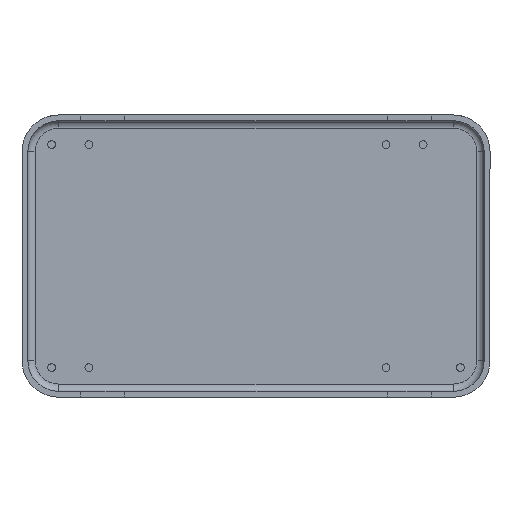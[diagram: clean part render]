
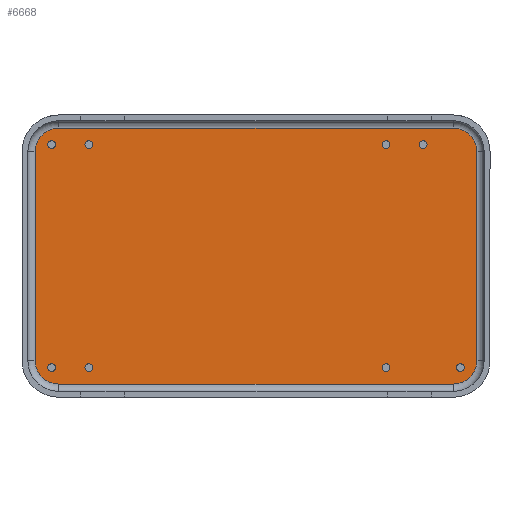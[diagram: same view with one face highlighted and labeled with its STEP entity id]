
A CAD part, left-side view. The second image highlights one B-rep face of the part: STEP entity #6668.
In plain terms, the highlighted face is planar.
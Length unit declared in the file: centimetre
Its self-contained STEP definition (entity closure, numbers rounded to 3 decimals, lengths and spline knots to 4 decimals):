
#255=CIRCLE('',#11360,0.1599);
#256=CIRCLE('',#11361,0.1599);
#257=CIRCLE('',#11362,0.1599);
#258=CIRCLE('',#11363,0.1599);
#259=CIRCLE('',#11364,0.0265);
#260=CIRCLE('',#11365,0.0265);
#261=CIRCLE('',#11366,0.0265);
#262=CIRCLE('',#11367,0.0265);
#263=CIRCLE('',#11368,0.0265);
#264=CIRCLE('',#11369,0.0265);
#265=CIRCLE('',#11370,0.0265);
#266=CIRCLE('',#11371,0.0265);
#365=VERTEX_POINT('',#8758);
#366=VERTEX_POINT('',#8759);
#367=VERTEX_POINT('',#8761);
#368=VERTEX_POINT('',#8763);
#369=VERTEX_POINT('',#8765);
#370=VERTEX_POINT('',#8767);
#371=VERTEX_POINT('',#8769);
#372=VERTEX_POINT('',#8771);
#373=VERTEX_POINT('',#8774);
#374=VERTEX_POINT('',#8776);
#375=VERTEX_POINT('',#8778);
#376=VERTEX_POINT('',#8780);
#377=VERTEX_POINT('',#8782);
#378=VERTEX_POINT('',#8784);
#379=VERTEX_POINT('',#8786);
#380=VERTEX_POINT('',#8788);
#1055=VECTOR('',#7359,1.);
#1056=VECTOR('',#7362,1.);
#1057=VECTOR('',#7365,1.);
#1058=VECTOR('',#7368,1.);
#1849=LINE('',#8757,#1055);
#1850=LINE('',#8762,#1056);
#1851=LINE('',#8766,#1057);
#1852=LINE('',#8770,#1058);
#2643=EDGE_CURVE('',#365,#366,#1849,.T.);
#2644=EDGE_CURVE('',#367,#365,#255,.T.);
#2645=EDGE_CURVE('',#368,#367,#1850,.T.);
#2646=EDGE_CURVE('',#369,#368,#256,.T.);
#2647=EDGE_CURVE('',#370,#369,#1851,.T.);
#2648=EDGE_CURVE('',#371,#370,#257,.T.);
#2649=EDGE_CURVE('',#372,#371,#1852,.T.);
#2650=EDGE_CURVE('',#366,#372,#258,.T.);
#2651=EDGE_CURVE('',#373,#373,#259,.T.);
#2652=EDGE_CURVE('',#374,#374,#260,.T.);
#2653=EDGE_CURVE('',#375,#375,#261,.T.);
#2654=EDGE_CURVE('',#376,#376,#262,.T.);
#2655=EDGE_CURVE('',#377,#377,#263,.T.);
#2656=EDGE_CURVE('',#378,#378,#264,.T.);
#2657=EDGE_CURVE('',#379,#379,#265,.T.);
#2658=EDGE_CURVE('',#380,#380,#266,.T.);
#3664=ORIENTED_EDGE('',*,*,#2643,.F.);
#3665=ORIENTED_EDGE('',*,*,#2644,.F.);
#3666=ORIENTED_EDGE('',*,*,#2645,.F.);
#3667=ORIENTED_EDGE('',*,*,#2646,.F.);
#3668=ORIENTED_EDGE('',*,*,#2647,.F.);
#3669=ORIENTED_EDGE('',*,*,#2648,.F.);
#3670=ORIENTED_EDGE('',*,*,#2649,.F.);
#3671=ORIENTED_EDGE('',*,*,#2650,.F.);
#3672=ORIENTED_EDGE('',*,*,#2651,.F.);
#3673=ORIENTED_EDGE('',*,*,#2652,.F.);
#3674=ORIENTED_EDGE('',*,*,#2653,.F.);
#3675=ORIENTED_EDGE('',*,*,#2654,.F.);
#3676=ORIENTED_EDGE('',*,*,#2655,.F.);
#3677=ORIENTED_EDGE('',*,*,#2656,.F.);
#3678=ORIENTED_EDGE('',*,*,#2657,.F.);
#3679=ORIENTED_EDGE('',*,*,#2658,.F.);
#5706=EDGE_LOOP('',(#3664,#3665,#3666,#3667,#3668,#3669,#3670,#3671));
#5707=EDGE_LOOP('',(#3672));
#5708=EDGE_LOOP('',(#3673));
#5709=EDGE_LOOP('',(#3674));
#5710=EDGE_LOOP('',(#3675));
#5711=EDGE_LOOP('',(#3676));
#5712=EDGE_LOOP('',(#3677));
#5713=EDGE_LOOP('',(#3678));
#5714=EDGE_LOOP('',(#3679));
#6187=FACE_BOUND('',#5706,.T.);
#6188=FACE_BOUND('',#5707,.T.);
#6189=FACE_BOUND('',#5708,.T.);
#6190=FACE_BOUND('',#5709,.T.);
#6191=FACE_BOUND('',#5710,.T.);
#6192=FACE_BOUND('',#5711,.T.);
#6193=FACE_BOUND('',#5712,.T.);
#6194=FACE_BOUND('',#5713,.T.);
#6195=FACE_BOUND('',#5714,.T.);
#6668=ADVANCED_FACE('',(#6187,#6188,#6189,#6190,#6191,#6192,#6193,#6194,
#6195),#7076,.F.);
#7076=PLANE('',#11359);
#7358=DIRECTION('',(0.,0.,-1.));
#7359=DIRECTION('',(-0.706,0.708,0.));
#7360=DIRECTION('',(0.,0.,-1.));
#7361=DIRECTION('',(0.,0.16,0.));
#7362=DIRECTION('',(-0.708,-0.706,0.));
#7363=DIRECTION('',(0.,0.,-1.));
#7364=DIRECTION('',(-0.16,0.,0.));
#7365=DIRECTION('',(0.706,-0.708,0.));
#7366=DIRECTION('',(0.,0.,-1.));
#7367=DIRECTION('',(0.113,-0.113,0.));
#7368=DIRECTION('',(0.708,0.706,0.));
#7369=DIRECTION('',(0.,0.,-1.));
#7370=DIRECTION('',(0.16,0.,0.));
#7371=DIRECTION('',(0.,0.,1.));
#7372=DIRECTION('',(0.027,0.,0.));
#7373=DIRECTION('',(0.,0.,1.));
#7374=DIRECTION('',(0.027,0.,0.));
#7375=DIRECTION('',(0.,0.,1.));
#7376=DIRECTION('',(0.027,0.,0.));
#7377=DIRECTION('',(0.,0.,1.));
#7378=DIRECTION('',(0.027,0.,0.));
#7379=DIRECTION('',(0.,0.,1.));
#7380=DIRECTION('',(0.027,0.,0.));
#7381=DIRECTION('',(0.,0.,1.));
#7382=DIRECTION('',(0.027,0.,0.));
#7383=DIRECTION('',(0.,0.,1.));
#7384=DIRECTION('',(0.027,0.,0.));
#7385=DIRECTION('',(0.,0.,1.));
#7386=DIRECTION('',(0.027,0.,0.));
#8756=CARTESIAN_POINT('',(-0.4463,1.5275,0.3501));
#8757=CARTESIAN_POINT('',(-1.516,1.3615,0.3501));
#8758=CARTESIAN_POINT('',(-0.1132,-0.0464,0.3501));
#8759=CARTESIAN_POINT('',(-2.0189,1.8662,0.3501));
#8760=CARTESIAN_POINT('',(0.0001,0.0665,0.3501));
#8761=CARTESIAN_POINT('',(0.113,-0.0468,0.3501));
#8762=CARTESIAN_POINT('',(0.6195,0.4579,0.3501));
#8763=CARTESIAN_POINT('',(1.126,0.9625,0.3501));
#8764=CARTESIAN_POINT('',(1.0131,1.0758,0.3501));
#8765=CARTESIAN_POINT('',(1.1264,1.1887,0.3501));
#8766=CARTESIAN_POINT('',(0.6235,1.6934,0.3501));
#8767=CARTESIAN_POINT('',(-0.7794,3.1013,0.3501));
#8768=CARTESIAN_POINT('',(-0.8926,2.9884,0.3501));
#8769=CARTESIAN_POINT('',(-1.0055,3.1017,0.3501));
#8770=CARTESIAN_POINT('',(-1.512,2.597,0.3501));
#8771=CARTESIAN_POINT('',(-2.0185,2.0924,0.3501));
#8772=CARTESIAN_POINT('',(-1.9056,1.9791,0.3501));
#8773=CARTESIAN_POINT('',(-0.8925,3.0549,0.3501));
#8774=CARTESIAN_POINT('',(-0.919,3.0549,0.3501));
#8775=CARTESIAN_POINT('',(0.9003,1.2556,0.3501));
#8776=CARTESIAN_POINT('',(0.8738,1.2556,0.3501));
#8777=CARTESIAN_POINT('',(-1.6135,1.6194,0.3501));
#8778=CARTESIAN_POINT('',(-1.64,1.6194,0.3501));
#8779=CARTESIAN_POINT('',(1.0796,1.0757,0.3501));
#8780=CARTESIAN_POINT('',(1.0531,1.0757,0.3501));
#8781=CARTESIAN_POINT('',(0.,0.,0.3501));
#8782=CARTESIAN_POINT('',(-0.0265,0.,0.3501));
#8783=CARTESIAN_POINT('',(-0.1793,0.1799,0.3501));
#8784=CARTESIAN_POINT('',(-0.2058,0.1799,0.3501));
#8785=CARTESIAN_POINT('',(-1.7928,1.7993,0.3501));
#8786=CARTESIAN_POINT('',(-1.8193,1.7993,0.3501));
#8787=CARTESIAN_POINT('',(-0.534,2.695,0.3501));
#8788=CARTESIAN_POINT('',(-0.5605,2.695,0.3501));
#11359=AXIS2_PLACEMENT_3D('',#8756,#7358,$);
#11360=AXIS2_PLACEMENT_3D('',#8760,#7360,#7361);
#11361=AXIS2_PLACEMENT_3D('',#8764,#7363,#7364);
#11362=AXIS2_PLACEMENT_3D('',#8768,#7366,#7367);
#11363=AXIS2_PLACEMENT_3D('',#8772,#7369,#7370);
#11364=AXIS2_PLACEMENT_3D('',#8773,#7371,#7372);
#11365=AXIS2_PLACEMENT_3D('',#8775,#7373,#7374);
#11366=AXIS2_PLACEMENT_3D('',#8777,#7375,#7376);
#11367=AXIS2_PLACEMENT_3D('',#8779,#7377,#7378);
#11368=AXIS2_PLACEMENT_3D('',#8781,#7379,#7380);
#11369=AXIS2_PLACEMENT_3D('',#8783,#7381,#7382);
#11370=AXIS2_PLACEMENT_3D('',#8785,#7383,#7384);
#11371=AXIS2_PLACEMENT_3D('',#8787,#7385,#7386);
